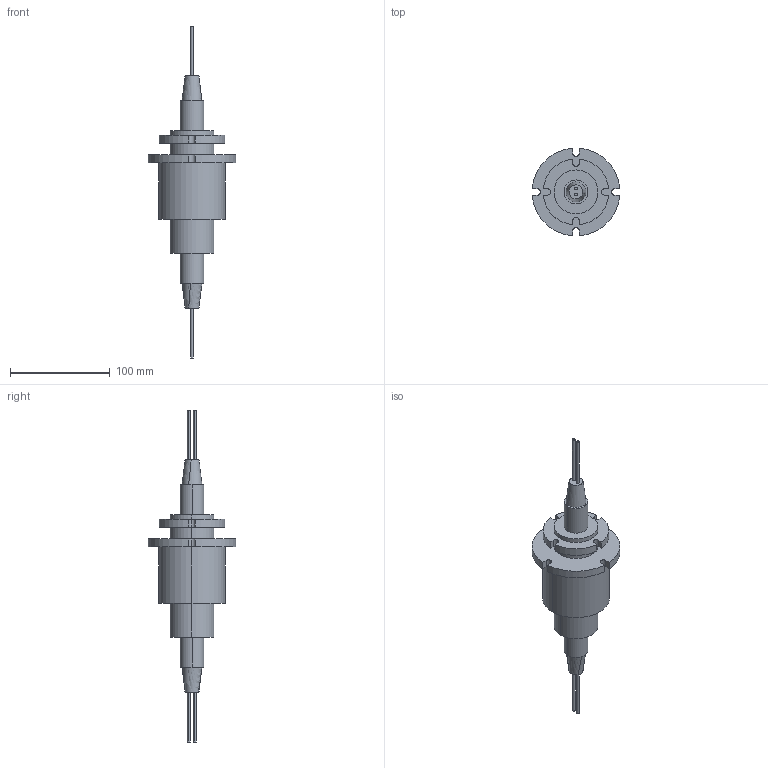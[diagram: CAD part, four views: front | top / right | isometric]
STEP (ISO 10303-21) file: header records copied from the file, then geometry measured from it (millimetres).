
FILE_DESCRIPTION (( 'STEP AP203' ), '1' );
FILE_NAME ('MFO200.STEP', '2019-09-18T03:42:18', ( 'admin321' ), ( '' ), 'SwSTEP 2.0', 'SolidWorks 2014', '' );
FILE_SCHEMA (( 'CONFIG_CONTROL_DESIGN' ));
Length unit declared in the file: millimetre
Products named in the file (1): MFO200
Bounding box: 87.75 x 87.75 x 332.5 mm (x, y, z)
Volume: 387796.5 mm3; surface area: 47336.9 mm2
Topology: 1 solids, 1 shells, 73 faces, 174 edges, 116 vertices
Faces by surface type: cylinder 38, plane 31, bspline 4
Entity records: 2261 total; most frequent: CARTESIAN_POINT 420, DIRECTION 394, ORIENTED_EDGE 348, EDGE_CURVE 174, AXIS2_PLACEMENT_3D 154, VERTEX_POINT 116, LINE 86, VECTOR 86
